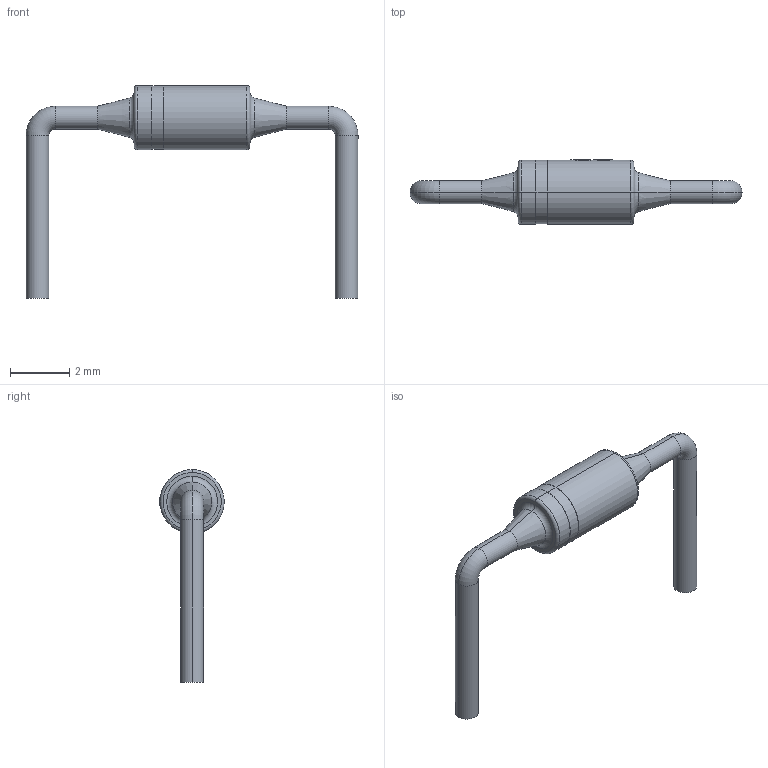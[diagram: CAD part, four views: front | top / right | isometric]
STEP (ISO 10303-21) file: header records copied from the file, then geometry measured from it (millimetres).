
FILE_DESCRIPTION (( 'STEP AP214' ), '1' );
FILE_NAME ('A-MELF_BD2.2-L6.4-P10.40-D0.8-RD.STEP', '2022-11-05T00:09:29', ( '' ), ( '' ), 'SwSTEP 2.0', 'SolidWorks 2020', '' );
FILE_SCHEMA (( 'AUTOMOTIVE_DESIGN' ));
Length unit declared in the file: millimetre
Products named in the file (1): A-MELF_BD2.2-L6.4-P10.40-D0.8-RD
Bounding box: 11.17 x 2.17 x 7.16 mm (x, y, z)
Volume: 23.9 mm3; surface area: 77.5 mm2
Topology: 1 solids, 1 shells, 258 faces, 679 edges, 446 vertices
Faces by surface type: bspline 121, plane 88, cylinder 33, torus 12, cone 4
Entity records: 11444 total; most frequent: CARTESIAN_POINT 3216, ORIENTED_EDGE 1358, DIRECTION 686, EDGE_CURVE 679, VERTEX_POINT 446, B_SPLINE_CURVE_WITH_KNOTS 391, EDGE_LOOP 281, UNCERTAINTY_MEASURE_WITH_UNIT 261
